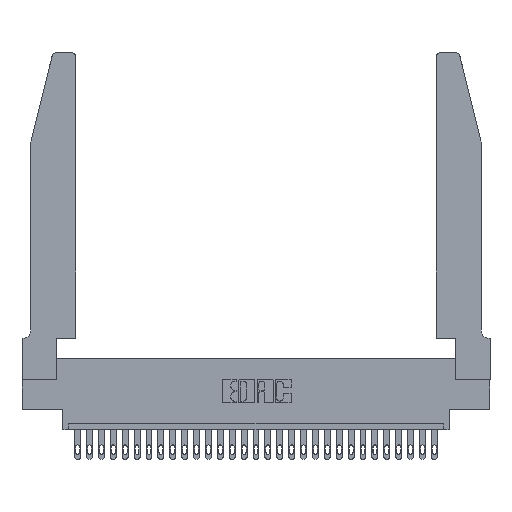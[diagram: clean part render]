
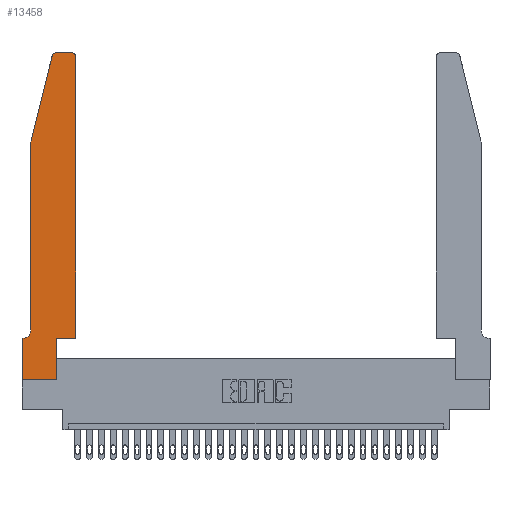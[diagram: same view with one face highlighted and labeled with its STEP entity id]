
A CAD part, top view. The second image highlights one B-rep face of the part: STEP entity #13458.
In plain terms, the highlighted planar face has unit normal (0, 0, 1).
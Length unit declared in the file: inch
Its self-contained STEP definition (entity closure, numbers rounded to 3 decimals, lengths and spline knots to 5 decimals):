
#31 = VERTEX_POINT ( 'NONE', #22862 ) ;
#334 = DIRECTION ( 'NONE',  ( 1., 0., 0. ) ) ;
#436 = DIRECTION ( 'NONE',  ( 0., -1., 0. ) ) ;
#888 = EDGE_CURVE ( 'NONE', #28060, #22636, #27724, .T. ) ;
#1551 = EDGE_LOOP ( 'NONE', ( #19357, #24189, #27074, #16916, #10655, #16211, #6684, #4934, #23293, #25042, #18265, #26606 ) ) ;
#1616 = CARTESIAN_POINT ( 'NONE',  ( 0.4205, 2.72, 0.37 ) ) ;
#1635 = CIRCLE ( 'NONE', #14681, 0.03 ) ;
#1680 = LINE ( 'NONE', #9578, #9519 ) ;
#1845 = CARTESIAN_POINT ( 'NONE',  ( 0.0055, 0.42, 0.37 ) ) ;
#2109 = LINE ( 'NONE', #25178, #23254 ) ;
#2672 = VERTEX_POINT ( 'NONE', #21559 ) ;
#3546 = CARTESIAN_POINT ( 'NONE',  ( 0., 0., 0.37 ) ) ;
#3850 = CARTESIAN_POINT ( 'NONE',  ( 0., 0., 0.37 ) ) ;
#3925 = DIRECTION ( 'NONE',  ( 0., 1., 0. ) ) ;
#4438 = LINE ( 'NONE', #14222, #15161 ) ;
#4934 = ORIENTED_EDGE ( 'NONE', *, *, #888, .T. ) ;
#5642 = AXIS2_PLACEMENT_3D ( 'NONE', #1845, #15460, #22573 ) ;
#5875 = VECTOR ( 'NONE', #18062, 39.37008 ) ;
#6151 = DIRECTION ( 'NONE',  ( 0., -1., 0. ) ) ;
#6476 = VERTEX_POINT ( 'NONE', #29141 ) ;
#6514 = CARTESIAN_POINT ( 'NONE',  ( 0.2865, 0.35, 0.37 ) ) ;
#6631 = CARTESIAN_POINT ( 'NONE',  ( 0.0055, 0.35, 0.37 ) ) ;
#6684 = ORIENTED_EDGE ( 'NONE', *, *, #23527, .T. ) ;
#6686 = VERTEX_POINT ( 'NONE', #21016 ) ;
#6739 = VERTEX_POINT ( 'NONE', #22301 ) ;
#7083 = CARTESIAN_POINT ( 'NONE',  ( 0., 0.35, 0.37 ) ) ;
#7116 = VECTOR ( 'NONE', #18973, 39.37008 ) ;
#7382 = CARTESIAN_POINT ( 'NONE',  ( 0.0755, 2., 0.37 ) ) ;
#7422 = EDGE_CURVE ( 'NONE', #2672, #10898, #13974, .T. ) ;
#8131 = EDGE_CURVE ( 'NONE', #6686, #20926, #2109, .T. ) ;
#8199 = DIRECTION ( 'NONE',  ( 0., 0., 1. ) ) ;
#8379 = CARTESIAN_POINT ( 'NONE',  ( 0.2865, 0., 0.37 ) ) ;
#8638 = DIRECTION ( 'NONE',  ( 0., 0., 1. ) ) ;
#9435 = DIRECTION ( 'NONE',  ( -1., 0., 0. ) ) ;
#9519 = VECTOR ( 'NONE', #436, 39.37008 ) ;
#9578 = CARTESIAN_POINT ( 'NONE',  ( 0.0755, 2., 0.37 ) ) ;
#10104 = EDGE_CURVE ( 'NONE', #10898, #6739, #14583, .T. ) ;
#10487 = DIRECTION ( 'NONE',  ( 1., 0., 0. ) ) ;
#10655 = ORIENTED_EDGE ( 'NONE', *, *, #21795, .T. ) ;
#10898 = VERTEX_POINT ( 'NONE', #13433 ) ;
#11780 = DIRECTION ( 'NONE',  ( 1., 0., 0. ) ) ;
#13199 = FACE_OUTER_BOUND ( 'NONE', #1551, .T. ) ;
#13350 = VERTEX_POINT ( 'NONE', #29294 ) ;
#13433 = CARTESIAN_POINT ( 'NONE',  ( 0.284, 2.75, 0.37 ) ) ;
#13458 = ADVANCED_FACE ( 'NONE', ( #13199 ), #23090, .T. ) ;
#13469 = EDGE_CURVE ( 'NONE', #6476, #13350, #1680, .T. ) ;
#13571 = CARTESIAN_POINT ( 'NONE',  ( 0., 0., 0.37 ) ) ;
#13974 = LINE ( 'NONE', #23444, #27575 ) ;
#14222 = CARTESIAN_POINT ( 'NONE',  ( 0.0755, 0.35, 0.37 ) ) ;
#14583 = CIRCLE ( 'NONE', #18089, 0.03 ) ;
#14681 = AXIS2_PLACEMENT_3D ( 'NONE', #1616, #8638, #17813 ) ;
#14810 = LINE ( 'NONE', #3850, #26999 ) ;
#15161 = VECTOR ( 'NONE', #9435, 39.37008 ) ;
#15460 = DIRECTION ( 'NONE',  ( 0., 0., -1. ) ) ;
#15986 = LINE ( 'NONE', #26969, #23547 ) ;
#16211 = ORIENTED_EDGE ( 'NONE', *, *, #18653, .T. ) ;
#16916 = ORIENTED_EDGE ( 'NONE', *, *, #13469, .T. ) ;
#17813 = DIRECTION ( 'NONE',  ( 1., 0., 0. ) ) ;
#18062 = DIRECTION ( 'NONE',  ( 1., 0., 0. ) ) ;
#18089 = AXIS2_PLACEMENT_3D ( 'NONE', #21894, #8199, #10487 ) ;
#18265 = ORIENTED_EDGE ( 'NONE', *, *, #22187, .T. ) ;
#18653 = EDGE_CURVE ( 'NONE', #19154, #26203, #4438, .T. ) ;
#18867 = DIRECTION ( 'NONE',  ( 0., 0., 1. ) ) ;
#18932 = DIRECTION ( 'NONE',  ( -1., 0., 0. ) ) ;
#18973 = DIRECTION ( 'NONE',  ( -0.239, -0.971, 0. ) ) ;
#19154 = VERTEX_POINT ( 'NONE', #6631 ) ;
#19258 = VECTOR ( 'NONE', #3925, 39.37008 ) ;
#19357 = ORIENTED_EDGE ( 'NONE', *, *, #7422, .T. ) ;
#20926 = VERTEX_POINT ( 'NONE', #27041 ) ;
#21016 = CARTESIAN_POINT ( 'NONE',  ( 0.2865, 0.35, 0.37 ) ) ;
#21077 = LINE ( 'NONE', #7382, #7116 ) ;
#21243 = EDGE_CURVE ( 'NONE', #6739, #6476, #21077, .T. ) ;
#21559 = CARTESIAN_POINT ( 'NONE',  ( 0.4205, 2.75, 0.37 ) ) ;
#21795 = EDGE_CURVE ( 'NONE', #13350, #19154, #26399, .T. ) ;
#21894 = CARTESIAN_POINT ( 'NONE',  ( 0.284, 2.72, 0.37 ) ) ;
#22106 = EDGE_CURVE ( 'NONE', #22636, #6686, #25341, .T. ) ;
#22187 = EDGE_CURVE ( 'NONE', #20926, #31, #15986, .T. ) ;
#22301 = CARTESIAN_POINT ( 'NONE',  ( 0.25487, 2.72718, 0.37 ) ) ;
#22573 = DIRECTION ( 'NONE',  ( -1., 0., 0. ) ) ;
#22636 = VERTEX_POINT ( 'NONE', #8379 ) ;
#22733 = EDGE_CURVE ( 'NONE', #31, #2672, #1635, .T. ) ;
#22862 = CARTESIAN_POINT ( 'NONE',  ( 0.4505, 2.72, 0.37 ) ) ;
#23090 = PLANE ( 'NONE',  #26770 ) ;
#23254 = VECTOR ( 'NONE', #11780, 39.37008 ) ;
#23263 = DIRECTION ( 'NONE',  ( 0., 1., 0. ) ) ;
#23293 = ORIENTED_EDGE ( 'NONE', *, *, #22106, .T. ) ;
#23444 = CARTESIAN_POINT ( 'NONE',  ( 0.2605, 2.75, 0.37 ) ) ;
#23527 = EDGE_CURVE ( 'NONE', #26203, #28060, #14810, .T. ) ;
#23547 = VECTOR ( 'NONE', #23263, 39.37008 ) ;
#24189 = ORIENTED_EDGE ( 'NONE', *, *, #10104, .T. ) ;
#25042 = ORIENTED_EDGE ( 'NONE', *, *, #8131, .T. ) ;
#25178 = CARTESIAN_POINT ( 'NONE',  ( 0.4505, 0.35, 0.37 ) ) ;
#25341 = LINE ( 'NONE', #6514, #19258 ) ;
#26203 = VERTEX_POINT ( 'NONE', #26560 ) ;
#26399 = CIRCLE ( 'NONE', #5642, 0.07 ) ;
#26560 = CARTESIAN_POINT ( 'NONE',  ( 0., 0.35, 0.37 ) ) ;
#26606 = ORIENTED_EDGE ( 'NONE', *, *, #22733, .T. ) ;
#26770 = AXIS2_PLACEMENT_3D ( 'NONE', #7083, #18867, #334 ) ;
#26969 = CARTESIAN_POINT ( 'NONE',  ( 0.4505, 0.35, 0.37 ) ) ;
#26999 = VECTOR ( 'NONE', #6151, 39.37008 ) ;
#27041 = CARTESIAN_POINT ( 'NONE',  ( 0.4505, 0.35, 0.37 ) ) ;
#27074 = ORIENTED_EDGE ( 'NONE', *, *, #21243, .T. ) ;
#27575 = VECTOR ( 'NONE', #18932, 39.37008 ) ;
#27724 = LINE ( 'NONE', #13571, #5875 ) ;
#28060 = VERTEX_POINT ( 'NONE', #3546 ) ;
#29141 = CARTESIAN_POINT ( 'NONE',  ( 0.0755, 2., 0.37 ) ) ;
#29294 = CARTESIAN_POINT ( 'NONE',  ( 0.0755, 0.42, 0.37 ) ) ;
